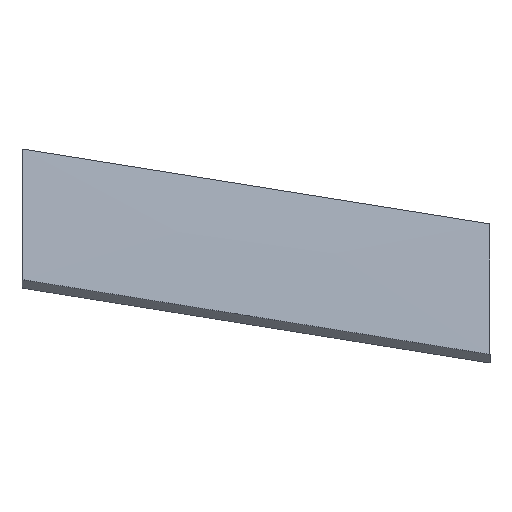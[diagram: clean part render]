
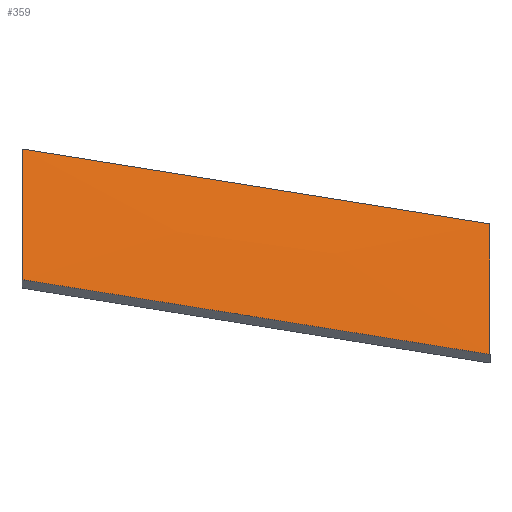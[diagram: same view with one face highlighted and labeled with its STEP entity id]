
A CAD part, top view. The second image highlights one B-rep face of the part: STEP entity #359.
In plain terms, the highlighted free-form (B-spline) face has degree [3, 3] with [5, 4] control points.
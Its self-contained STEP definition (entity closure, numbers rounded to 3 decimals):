
#18=B_SPLINE_SURFACE_WITH_KNOTS('',3,3,((#608,#609,#610,#611),(#612,#613,
#614,#615),(#616,#617,#618,#619),(#620,#621,#622,#623),(#624,#625,#626,
#627)),.UNSPECIFIED.,.F.,.F.,.F.,(4,1,4),(4,4),(0.,0.058,0.136),
(0.778,0.996),.UNSPECIFIED.);
#25=FACE_OUTER_BOUND('',#46,.T.);
#46=EDGE_LOOP('',(#270,#271,#272,#273));
#68=LINE('',#586,#107);
#107=VECTOR('',#417,506.364);
#140=B_SPLINE_CURVE_WITH_KNOTS('',3,(#489,#490,#491,#492,#493,#494,#495),
 .UNSPECIFIED.,.F.,.F.,(4,3,4),(-3.564,-2.047,-0.453),
 .UNSPECIFIED.);
#148=B_SPLINE_CURVE_WITH_KNOTS('',3,(#629,#630,#631,#632),.UNSPECIFIED.,
 .F.,.F.,(4,4),(-22.071,-11.018),.UNSPECIFIED.);
#149=B_SPLINE_CURVE_WITH_KNOTS('',3,(#633,#634,#635,#636,#637,#638,#639),
 .UNSPECIFIED.,.F.,.F.,(4,3,4),(-4.64,-4.445,-4.185),
 .UNSPECIFIED.);
#151=VERTEX_POINT('',#479);
#153=VERTEX_POINT('',#488);
#164=VERTEX_POINT('',#585);
#172=VERTEX_POINT('',#628);
#186=EDGE_CURVE('',#153,#151,#140,.T.);
#200=EDGE_CURVE('',#153,#164,#68,.T.);
#211=EDGE_CURVE('',#172,#151,#148,.T.);
#212=EDGE_CURVE('',#164,#172,#149,.T.);
#270=ORIENTED_EDGE('',*,*,#186,.T.);
#271=ORIENTED_EDGE('',*,*,#211,.F.);
#272=ORIENTED_EDGE('',*,*,#212,.F.);
#273=ORIENTED_EDGE('',*,*,#200,.F.);
#359=ADVANCED_FACE('',(#25),#18,.T.);
#417=DIRECTION('',(0.987,-0.158,0.007));
#479=CARTESIAN_POINT('',(390.,97.174,-1.112));
#488=CARTESIAN_POINT('',(390.,127.595,-7.941));
#489=CARTESIAN_POINT('Ctrl Pts',(390.,127.595,-7.941));
#490=CARTESIAN_POINT('Ctrl Pts',(390.,122.993,-6.804));
#491=CARTESIAN_POINT('Ctrl Pts',(390.,118.207,-5.672));
#492=CARTESIAN_POINT('Ctrl Pts',(390.,113.256,-4.555));
#493=CARTESIAN_POINT('Ctrl Pts',(390.,108.051,-3.381));
#494=CARTESIAN_POINT('Ctrl Pts',(390.,102.666,-2.224));
#495=CARTESIAN_POINT('Ctrl Pts',(390.,97.173,-1.111));
#585=CARTESIAN_POINT('',(499.,110.167,-7.157));
#586=CARTESIAN_POINT('',(1.,189.792,-10.739));
#608=CARTESIAN_POINT('Ctrl Pts',(390.,127.595,-7.941));
#609=CARTESIAN_POINT('Ctrl Pts',(426.333,121.786,-7.68));
#610=CARTESIAN_POINT('Ctrl Pts',(462.667,115.976,-7.418));
#611=CARTESIAN_POINT('Ctrl Pts',(499.,110.167,-7.157));
#612=CARTESIAN_POINT('Ctrl Pts',(390.,122.993,-6.804));
#613=CARTESIAN_POINT('Ctrl Pts',(426.333,117.511,-6.624));
#614=CARTESIAN_POINT('Ctrl Pts',(462.667,112.027,-6.443));
#615=CARTESIAN_POINT('Ctrl Pts',(499.,106.544,-6.262));
#616=CARTESIAN_POINT('Ctrl Pts',(390.,111.824,-4.163));
#617=CARTESIAN_POINT('Ctrl Pts',(426.333,106.967,-4.136));
#618=CARTESIAN_POINT('Ctrl Pts',(462.667,102.111,-4.11));
#619=CARTESIAN_POINT('Ctrl Pts',(499.,97.254,-4.083));
#620=CARTESIAN_POINT('Ctrl Pts',(390.,99.761,-1.603));
#621=CARTESIAN_POINT('Ctrl Pts',(426.333,95.266,-1.662));
#622=CARTESIAN_POINT('Ctrl Pts',(462.667,90.77,-1.72));
#623=CARTESIAN_POINT('Ctrl Pts',(499.,86.276,-1.779));
#624=CARTESIAN_POINT('Ctrl Pts',(390.,92.727,-0.226));
#625=CARTESIAN_POINT('Ctrl Pts',(426.333,88.401,-0.32));
#626=CARTESIAN_POINT('Ctrl Pts',(462.667,84.075,-0.414));
#627=CARTESIAN_POINT('Ctrl Pts',(499.,79.749,-0.508));
#628=CARTESIAN_POINT('',(499.,79.749,-0.508));
#629=CARTESIAN_POINT('Ctrl Pts',(499.,79.749,-0.508));
#630=CARTESIAN_POINT('Ctrl Pts',(462.612,85.566,-0.703));
#631=CARTESIAN_POINT('Ctrl Pts',(426.391,91.356,-0.904));
#632=CARTESIAN_POINT('Ctrl Pts',(390.,97.174,-1.112));
#633=CARTESIAN_POINT('Ctrl Pts',(499.,110.167,-7.157));
#634=CARTESIAN_POINT('Ctrl Pts',(499.,106.544,-6.262));
#635=CARTESIAN_POINT('Ctrl Pts',(499.,102.563,-5.328));
#636=CARTESIAN_POINT('Ctrl Pts',(499.,98.271,-4.371));
#637=CARTESIAN_POINT('Ctrl Pts',(499.,92.549,-3.095));
#638=CARTESIAN_POINT('Ctrl Pts',(499.,86.276,-1.779));
#639=CARTESIAN_POINT('Ctrl Pts',(499.,79.749,-0.508));
